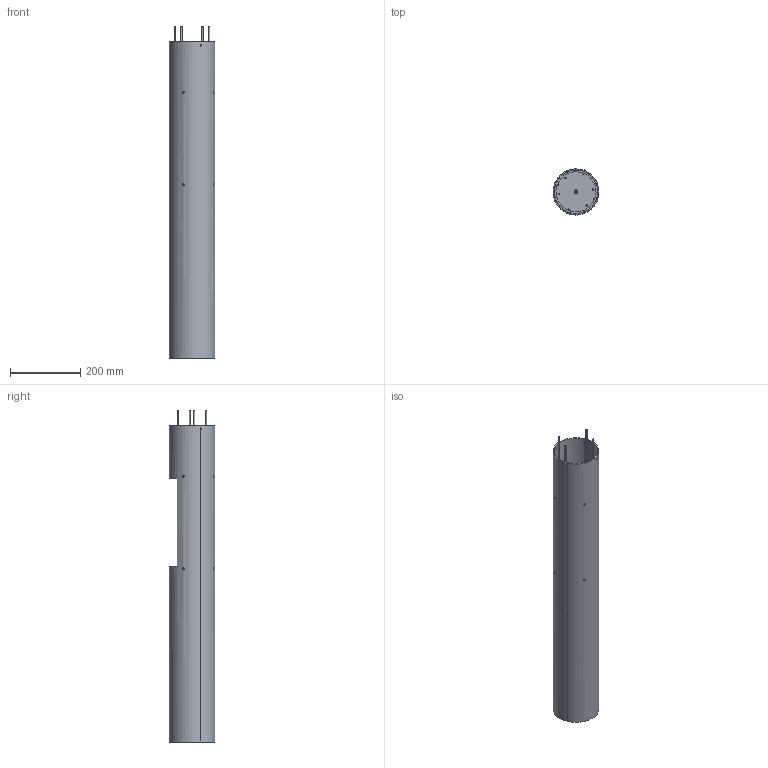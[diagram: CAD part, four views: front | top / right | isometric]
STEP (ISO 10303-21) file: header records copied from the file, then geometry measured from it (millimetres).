
FILE_DESCRIPTION (( 'STEP AP214' ), '1' );
FILE_NAME ('PinakaFEA.STEP', '2024-09-29T12:48:50', ( '' ), ( '' ), 'SwSTEP 2.0', 'SolidWorks 2024', '' );
FILE_SCHEMA (( 'AUTOMOTIVE_DESIGN' ));
Length unit declared in the file: millimetre
Products named in the file (9): ThrustPlate; Eye bolt 6mm; m6 hex nut.step; CenteringPlate; bodyCover; PinakaFEA; m3 x 12 hex button hd.step; Rod; parachutePlate
Assembly tree (23 placements, depth 2):
  PinakaFEA
    bodyCover
    parachutePlate  x2
    Eye bolt 6mm  x2
    m3 x 12 hex button hd.step  x8
    m6 hex nut.step  x2
    ThrustPlate
    CenteringPlate  x3
    Rod  x4
Bounding box: 129.87 x 129.93 x 945 mm (x, y, z)
Volume: 1470992.9 mm3; surface area: 855086.5 mm2
Topology: 23 solids, 23 shells, 574 faces, 1354 edges, 828 vertices
Faces by surface type: cylinder 260, plane 146, cone 114, bspline 26, sphere 16, torus 12
Entity records: 12999 total; most frequent: CARTESIAN_POINT 7437, ORIENTED_EDGE 1166, DIRECTION 1000, EDGE_CURVE 583, AXIS2_PLACEMENT_3D 410, VERTEX_POINT 370, EDGE_LOOP 291, FACE_OUTER_BOUND 225
